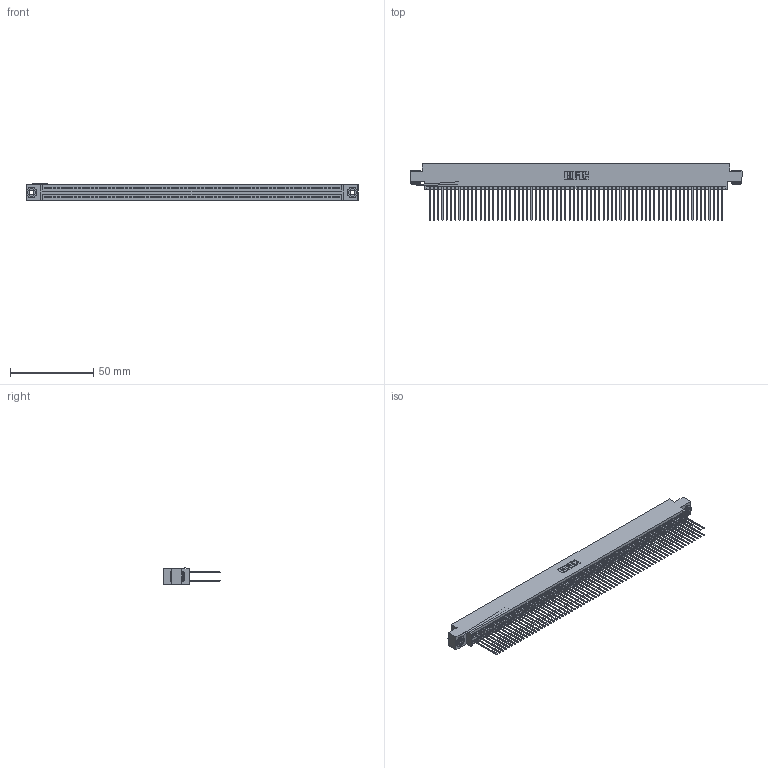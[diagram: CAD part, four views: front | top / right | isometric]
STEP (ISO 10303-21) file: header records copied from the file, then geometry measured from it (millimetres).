
FILE_DESCRIPTION (( 'STEP AP203' ), '1' );
FILE_NAME ('345-140-541-803.STEP', '2018-10-21T00:06:29', ( '' ), ( '' ), 'SwSTEP 2.0', 'SolidWorks 2016', '' );
FILE_SCHEMA (( 'CONFIG_CONTROL_DESIGN' ));
Length unit declared in the file: inch
Products named in the file (4): 345 Part_0.170 Offset - 0.156 Dia-TH; 345-140-541-803; 345-292-001_345-293-141; 345-250-002_345-250-002-102
Assembly tree (143 placements, depth 2):
  345-140-541-803
    345 Part_0.170 Offset - 0.156 Dia-TH
    345-292-001_345-293-141  x140
    345-250-002_345-250-002-102  x2
Bounding box: 199.01 x 33.96 x 10.03 mm (x, y, z)
Volume: 20651.1 mm3; surface area: 35608.5 mm2
Topology: 143 solids, 143 shells, 7168 faces, 21289 edges, 14006 vertices
Faces by surface type: plane 4714, cylinder 2446, cone 8
Entity records: 51954 total; most frequent: CARTESIAN_POINT 8659, ORIENTED_EDGE 8586, DIRECTION 7631, EDGE_CURVE 4293, VECTOR 3857, LINE 3857, VERTEX_POINT 2858, AXIS2_PLACEMENT_3D 1887
